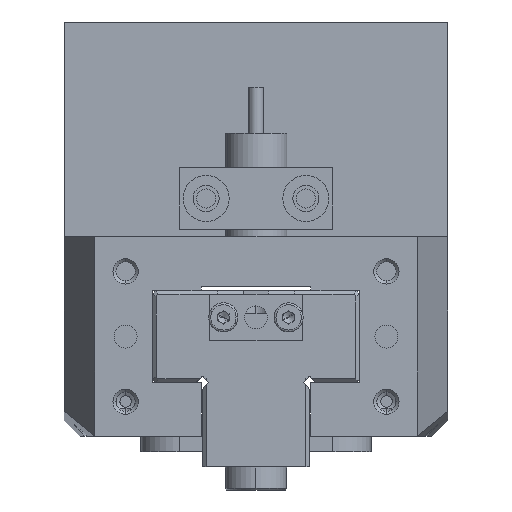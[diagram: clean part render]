
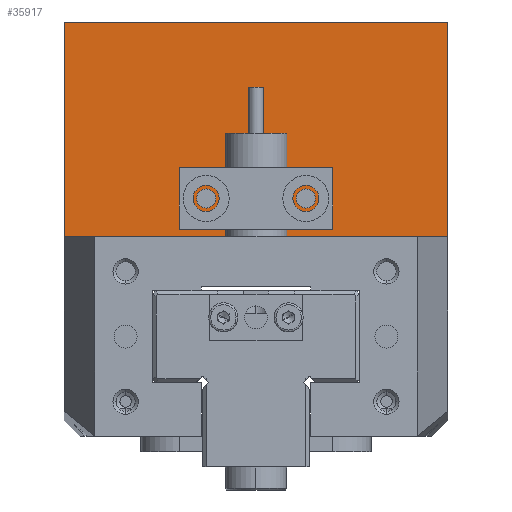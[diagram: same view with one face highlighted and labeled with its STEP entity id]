
A CAD part, left-side view. The second image highlights one B-rep face of the part: STEP entity #35917.
In plain terms, the highlighted planar face has unit normal (-1, 0, 0).
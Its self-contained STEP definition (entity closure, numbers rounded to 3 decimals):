
#12 = CARTESIAN_POINT ( 'NONE',  ( -33.185, -0.48, 105.411 ) ) ;
#264 = CARTESIAN_POINT ( 'NONE',  ( -33.185, 12.52, 104.161 ) ) ;
#444 = EDGE_LOOP ( 'NONE', ( #17774, #26519 ) ) ;
#729 = DIRECTION ( 'NONE',  ( 0., 0., -1. ) ) ;
#1254 = CARTESIAN_POINT ( 'NONE',  ( -33.185, -18.98, 99.161 ) ) ;
#1303 = AXIS2_PLACEMENT_3D ( 'NONE', #31215, #16022, #729 ) ;
#1409 = AXIS2_PLACEMENT_3D ( 'NONE', #5614, #2698, #26747 ) ;
#2352 = VERTEX_POINT ( 'NONE', #28407 ) ;
#2698 = DIRECTION ( 'NONE',  ( -1., 0., 0. ) ) ;
#3074 = CARTESIAN_POINT ( 'NONE',  ( -33.185, -18.98, 99.161 ) ) ;
#5063 = VERTEX_POINT ( 'NONE', #25856 ) ;
#5066 = CARTESIAN_POINT ( 'NONE',  ( -33.185, 12.52, 104.161 ) ) ;
#5614 = CARTESIAN_POINT ( 'NONE',  ( -33.185, -0.48, 104.161 ) ) ;
#5835 = DIRECTION ( 'NONE',  ( 0., 0., 1. ) ) ;
#6691 = AXIS2_PLACEMENT_3D ( 'NONE', #5066, #8510, #29110 ) ;
#6945 = EDGE_LOOP ( 'NONE', ( #13689, #14442, #15419, #7364 ) ) ;
#7009 = VECTOR ( 'NONE', #31587, 1000. ) ;
#7147 = LINE ( 'NONE', #3074, #17063 ) ;
#7238 = LINE ( 'NONE', #38202, #16656 ) ;
#7364 = ORIENTED_EDGE ( 'NONE', *, *, #10733, .F. ) ;
#7552 = LINE ( 'NONE', #1254, #25363 ) ;
#7837 = VERTEX_POINT ( 'NONE', #25386 ) ;
#8500 = EDGE_CURVE ( 'NONE', #8673, #7837, #25307, .T. ) ;
#8510 = DIRECTION ( 'NONE',  ( -1., 0., 0. ) ) ;
#8673 = VERTEX_POINT ( 'NONE', #21593 ) ;
#8988 = DIRECTION ( 'NONE',  ( -1., 0., 0. ) ) ;
#9527 = AXIS2_PLACEMENT_3D ( 'NONE', #35500, #23307, #25920 ) ;
#10313 = LINE ( 'NONE', #28398, #7009 ) ;
#10733 = EDGE_CURVE ( 'NONE', #2352, #18073, #7147, .T. ) ;
#11400 = FACE_BOUND ( 'NONE', #16053, .T. ) ;
#13689 = ORIENTED_EDGE ( 'NONE', *, *, #35396, .T. ) ;
#13789 = FACE_BOUND ( 'NONE', #444, .T. ) ;
#14442 = ORIENTED_EDGE ( 'NONE', *, *, #17695, .T. ) ;
#15419 = ORIENTED_EDGE ( 'NONE', *, *, #34360, .F. ) ;
#16022 = DIRECTION ( 'NONE',  ( 1., 0., 0. ) ) ;
#16053 = EDGE_LOOP ( 'NONE', ( #25715, #29790 ) ) ;
#16656 = VECTOR ( 'NONE', #20176, 1000. ) ;
#17063 = VECTOR ( 'NONE', #27374, 1000. ) ;
#17695 = EDGE_CURVE ( 'NONE', #5063, #37102, #7238, .T. ) ;
#17774 = ORIENTED_EDGE ( 'NONE', *, *, #29846, .F. ) ;
#18044 = VERTEX_POINT ( 'NONE', #12 ) ;
#18073 = VERTEX_POINT ( 'NONE', #30854 ) ;
#19433 = CIRCLE ( 'NONE', #36270, 1.25 ) ;
#19811 = CARTESIAN_POINT ( 'NONE',  ( -33.185, -0.48, 102.911 ) ) ;
#20176 = DIRECTION ( 'NONE',  ( 0., 0., -1. ) ) ;
#21593 = CARTESIAN_POINT ( 'NONE',  ( -33.185, 12.52, 105.411 ) ) ;
#23307 = DIRECTION ( 'NONE',  ( -1., 0., 0. ) ) ;
#23416 = CIRCLE ( 'NONE', #1409, 1.25 ) ;
#25015 = PLANE ( 'NONE',  #1303 ) ;
#25286 = DIRECTION ( 'NONE',  ( 0., 1., 0. ) ) ;
#25307 = CIRCLE ( 'NONE', #6691, 1.25 ) ;
#25363 = VECTOR ( 'NONE', #25286, 1000. ) ;
#25386 = CARTESIAN_POINT ( 'NONE',  ( -33.185, 12.52, 102.911 ) ) ;
#25715 = ORIENTED_EDGE ( 'NONE', *, *, #8500, .F. ) ;
#25856 = CARTESIAN_POINT ( 'NONE',  ( -33.185, 31.02, 127.161 ) ) ;
#25920 = DIRECTION ( 'NONE',  ( 0., 0., 1. ) ) ;
#26519 = ORIENTED_EDGE ( 'NONE', *, *, #31400, .F. ) ;
#26747 = DIRECTION ( 'NONE',  ( 0., 0., 1. ) ) ;
#26893 = FACE_OUTER_BOUND ( 'NONE', #6945, .T. ) ;
#27374 = DIRECTION ( 'NONE',  ( 0., 0., -1. ) ) ;
#28398 = CARTESIAN_POINT ( 'NONE',  ( -33.185, 6.02, 127.161 ) ) ;
#28407 = CARTESIAN_POINT ( 'NONE',  ( -33.185, -18.98, 127.161 ) ) ;
#29110 = DIRECTION ( 'NONE',  ( 0., 0., 1. ) ) ;
#29790 = ORIENTED_EDGE ( 'NONE', *, *, #31892, .F. ) ;
#29846 = EDGE_CURVE ( 'NONE', #18044, #30944, #32030, .T. ) ;
#30854 = CARTESIAN_POINT ( 'NONE',  ( -33.185, -18.98, 99.161 ) ) ;
#30944 = VERTEX_POINT ( 'NONE', #19811 ) ;
#31215 = CARTESIAN_POINT ( 'NONE',  ( -33.185, -18.98, 99.161 ) ) ;
#31400 = EDGE_CURVE ( 'NONE', #30944, #18044, #23416, .T. ) ;
#31587 = DIRECTION ( 'NONE',  ( 0., 1., 0. ) ) ;
#31892 = EDGE_CURVE ( 'NONE', #7837, #8673, #19433, .T. ) ;
#32030 = CIRCLE ( 'NONE', #9527, 1.25 ) ;
#34360 = EDGE_CURVE ( 'NONE', #18073, #37102, #7552, .T. ) ;
#35396 = EDGE_CURVE ( 'NONE', #2352, #5063, #10313, .T. ) ;
#35500 = CARTESIAN_POINT ( 'NONE',  ( -33.185, -0.48, 104.161 ) ) ;
#35917 = ADVANCED_FACE ( 'NONE', ( #13789, #11400, #26893 ), #25015, .F. ) ;
#36270 = AXIS2_PLACEMENT_3D ( 'NONE', #264, #8988, #5835 ) ;
#37102 = VERTEX_POINT ( 'NONE', #37496 ) ;
#37496 = CARTESIAN_POINT ( 'NONE',  ( -33.185, 31.02, 99.161 ) ) ;
#38202 = CARTESIAN_POINT ( 'NONE',  ( -33.185, 31.02, 99.161 ) ) ;
